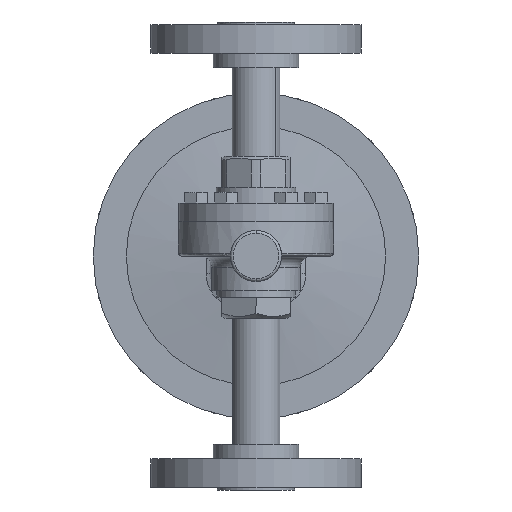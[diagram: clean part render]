
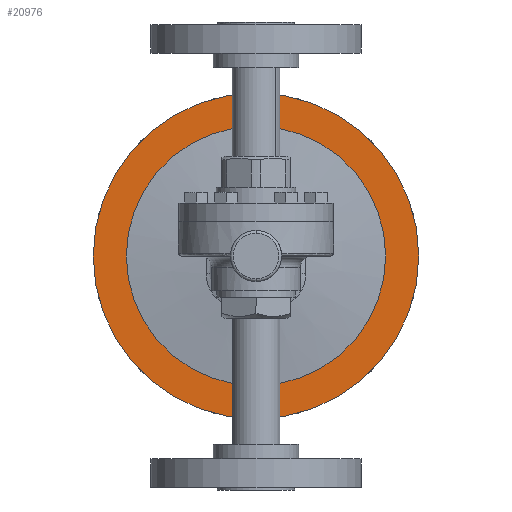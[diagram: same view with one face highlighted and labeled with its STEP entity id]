
A CAD part, front view. The second image highlights one B-rep face of the part: STEP entity #20976.
In plain terms, the highlighted planar face has unit normal (0, -1, 0).
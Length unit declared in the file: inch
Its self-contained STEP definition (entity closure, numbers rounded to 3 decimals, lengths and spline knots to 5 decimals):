
#320 = CIRCLE ( 'NONE', #1914, 3.565 ) ;
#810 = ORIENTED_EDGE ( 'NONE', *, *, #8028, .T. ) ;
#887 = CIRCLE ( 'NONE', #4095, 3.565 ) ;
#1914 = AXIS2_PLACEMENT_3D ( 'NONE', #4184, #16392, #5939 ) ;
#2019 = AXIS2_PLACEMENT_3D ( 'NONE', #13374, #6429, #18663 ) ;
#2718 = EDGE_LOOP ( 'NONE', ( #13274, #16701 ) ) ;
#2992 = CIRCLE ( 'NONE', #5898, 2.84 ) ;
#3076 = CARTESIAN_POINT ( 'NONE',  ( 0., 2.25, 0. ) ) ;
#4095 = AXIS2_PLACEMENT_3D ( 'NONE', #15035, #4579, #16780 ) ;
#4184 = CARTESIAN_POINT ( 'NONE',  ( 0., 2.25, 0. ) ) ;
#4579 = DIRECTION ( 'NONE',  ( 0., -1., 0. ) ) ;
#4821 = DIRECTION ( 'NONE',  ( 0., 0., -1. ) ) ;
#5898 = AXIS2_PLACEMENT_3D ( 'NONE', #3076, #15281, #4821 ) ;
#5939 = DIRECTION ( 'NONE',  ( 0., 0., -1. ) ) ;
#6429 = DIRECTION ( 'NONE',  ( 0., -1., 0. ) ) ;
#6808 = VERTEX_POINT ( 'NONE', #17659 ) ;
#7990 = CARTESIAN_POINT ( 'NONE',  ( 0., 2.25, 0. ) ) ;
#8028 = EDGE_CURVE ( 'NONE', #21369, #15814, #320, .T. ) ;
#9116 = EDGE_CURVE ( 'NONE', #6808, #12377, #2992, .T. ) ;
#9693 = DIRECTION ( 'NONE',  ( 0., 0., -1. ) ) ;
#12377 = VERTEX_POINT ( 'NONE', #19142 ) ;
#13274 = ORIENTED_EDGE ( 'NONE', *, *, #13624, .F. ) ;
#13374 = CARTESIAN_POINT ( 'NONE',  ( 0., 2.25, -3.655 ) ) ;
#13498 = FACE_OUTER_BOUND ( 'NONE', #17744, .T. ) ;
#13624 = EDGE_CURVE ( 'NONE', #12377, #6808, #15125, .T. ) ;
#14854 = CARTESIAN_POINT ( 'NONE',  ( 0., 2.25, 3.565 ) ) ;
#15035 = CARTESIAN_POINT ( 'NONE',  ( 0., 2.25, 0. ) ) ;
#15085 = ORIENTED_EDGE ( 'NONE', *, *, #22535, .T. ) ;
#15125 = CIRCLE ( 'NONE', #16697, 2.84 ) ;
#15281 = DIRECTION ( 'NONE',  ( 0., -1., 0. ) ) ;
#15814 = VERTEX_POINT ( 'NONE', #19157 ) ;
#16392 = DIRECTION ( 'NONE',  ( 0., -1., 0. ) ) ;
#16697 = AXIS2_PLACEMENT_3D ( 'NONE', #7990, #20199, #9693 ) ;
#16701 = ORIENTED_EDGE ( 'NONE', *, *, #9116, .F. ) ;
#16780 = DIRECTION ( 'NONE',  ( 0., 0., -1. ) ) ;
#17659 = CARTESIAN_POINT ( 'NONE',  ( 0., 2.25, -2.84 ) ) ;
#17744 = EDGE_LOOP ( 'NONE', ( #15085, #810 ) ) ;
#18157 = FACE_BOUND ( 'NONE', #2718, .T. ) ;
#18663 = DIRECTION ( 'NONE',  ( 0., 0., -1. ) ) ;
#19142 = CARTESIAN_POINT ( 'NONE',  ( 0., 2.25, 2.84 ) ) ;
#19157 = CARTESIAN_POINT ( 'NONE',  ( 0., 2.25, -3.565 ) ) ;
#20199 = DIRECTION ( 'NONE',  ( 0., -1., 0. ) ) ;
#20358 = PLANE ( 'NONE',  #2019 ) ;
#20976 = ADVANCED_FACE ( 'NONE', ( #18157, #13498 ), #20358, .T. ) ;
#21369 = VERTEX_POINT ( 'NONE', #14854 ) ;
#22535 = EDGE_CURVE ( 'NONE', #15814, #21369, #887, .T. ) ;
